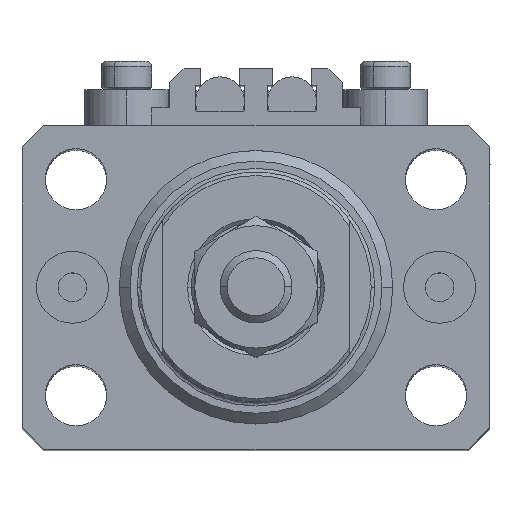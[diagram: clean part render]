
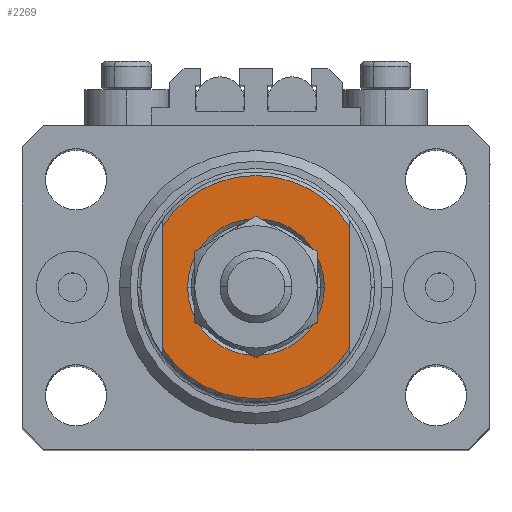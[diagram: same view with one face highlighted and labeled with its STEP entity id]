
A CAD part, top view. The second image highlights one B-rep face of the part: STEP entity #2269.
In plain terms, the highlighted face is planar.
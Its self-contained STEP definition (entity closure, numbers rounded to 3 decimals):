
#949 = AXIS2_PLACEMENT_3D ( 'NONE', #44722, #48234, #36705 ) ;
#1098 = VERTEX_POINT ( 'NONE', #38608 ) ;
#1804 = AXIS2_PLACEMENT_3D ( 'NONE', #43294, #15740, #5441 ) ;
#1950 = CARTESIAN_POINT ( 'NONE',  ( 13., -8.441, -6.5 ) ) ;
#2269 = ADVANCED_FACE ( 'NONE', ( #5474, #24288 ), #12510, .T. ) ;
#5441 = DIRECTION ( 'NONE',  ( -1., 0., 0. ) ) ;
#5474 = FACE_BOUND ( 'NONE', #31321, .T. ) ;
#6020 = CARTESIAN_POINT ( 'NONE',  ( -13., -43.081, -6.5 ) ) ;
#8203 = LINE ( 'NONE', #19490, #8301 ) ;
#8301 = VECTOR ( 'NONE', #18738, 1000. ) ;
#8502 = DIRECTION ( 'NONE',  ( 0., 0., -1. ) ) ;
#8681 = DIRECTION ( 'NONE',  ( -1., 0., 0. ) ) ;
#8981 = ORIENTED_EDGE ( 'NONE', *, *, #48524, .T. ) ;
#9295 = EDGE_CURVE ( 'NONE', #22777, #12716, #8203, .T. ) ;
#9433 = VERTEX_POINT ( 'NONE', #27998 ) ;
#10277 = DIRECTION ( 'NONE',  ( 0., -1., 0. ) ) ;
#10558 = AXIS2_PLACEMENT_3D ( 'NONE', #20532, #8502, #16759 ) ;
#11456 = AXIS2_PLACEMENT_3D ( 'NONE', #24930, #16420, #28453 ) ;
#12510 = PLANE ( 'NONE',  #10558 ) ;
#12716 = VERTEX_POINT ( 'NONE', #1950 ) ;
#13650 = ORIENTED_EDGE ( 'NONE', *, *, #33190, .T. ) ;
#13891 = ORIENTED_EDGE ( 'NONE', *, *, #33252, .T. ) ;
#15453 = CIRCLE ( 'NONE', #949, 9.5 ) ;
#15740 = DIRECTION ( 'NONE',  ( 0., 0., -1. ) ) ;
#16383 = CARTESIAN_POINT ( 'NONE',  ( 13., 8.441, -6.5 ) ) ;
#16420 = DIRECTION ( 'NONE',  ( 0., 0., -1. ) ) ;
#16759 = DIRECTION ( 'NONE',  ( -1., 0., 0. ) ) ;
#18738 = DIRECTION ( 'NONE',  ( 0., -1., 0. ) ) ;
#19486 = ORIENTED_EDGE ( 'NONE', *, *, #9295, .T. ) ;
#19490 = CARTESIAN_POINT ( 'NONE',  ( 13., -43.081, -6.5 ) ) ;
#19895 = EDGE_CURVE ( 'NONE', #36178, #9433, #28345, .T. ) ;
#20312 = EDGE_CURVE ( 'NONE', #21087, #1098, #34130, .T. ) ;
#20532 = CARTESIAN_POINT ( 'NONE',  ( 0., 0., -6.5 ) ) ;
#21087 = VERTEX_POINT ( 'NONE', #41540 ) ;
#22777 = VERTEX_POINT ( 'NONE', #16383 ) ;
#24288 = FACE_OUTER_BOUND ( 'NONE', #48812, .T. ) ;
#24930 = CARTESIAN_POINT ( 'NONE',  ( 0., 0., -6.5 ) ) ;
#27688 = VECTOR ( 'NONE', #10277, 1000. ) ;
#27998 = CARTESIAN_POINT ( 'NONE',  ( -13., -8.441, -6.5 ) ) ;
#28345 = LINE ( 'NONE', #6020, #27688 ) ;
#28453 = DIRECTION ( 'NONE',  ( -1., 0., 0. ) ) ;
#28652 = ORIENTED_EDGE ( 'NONE', *, *, #20312, .T. ) ;
#31321 = EDGE_LOOP ( 'NONE', ( #28652, #13891 ) ) ;
#33190 = EDGE_CURVE ( 'NONE', #12716, #9433, #43484, .T. ) ;
#33252 = EDGE_CURVE ( 'NONE', #1098, #21087, #15453, .T. ) ;
#34130 = CIRCLE ( 'NONE', #38167, 9.5 ) ;
#35010 = DIRECTION ( 'NONE',  ( 0., 0., 1. ) ) ;
#36178 = VERTEX_POINT ( 'NONE', #48183 ) ;
#36705 = DIRECTION ( 'NONE',  ( -1., 0., 0. ) ) ;
#37498 = ORIENTED_EDGE ( 'NONE', *, *, #19895, .F. ) ;
#38167 = AXIS2_PLACEMENT_3D ( 'NONE', #39238, #35010, #8681 ) ;
#38608 = CARTESIAN_POINT ( 'NONE',  ( 9.5, 0., -6.5 ) ) ;
#39238 = CARTESIAN_POINT ( 'NONE',  ( 0., 0., -6.5 ) ) ;
#41540 = CARTESIAN_POINT ( 'NONE',  ( -9.5, 0., -6.5 ) ) ;
#43294 = CARTESIAN_POINT ( 'NONE',  ( 0., 0., -6.5 ) ) ;
#43484 = CIRCLE ( 'NONE', #11456, 15.5 ) ;
#44722 = CARTESIAN_POINT ( 'NONE',  ( 0., 0., -6.5 ) ) ;
#45034 = CIRCLE ( 'NONE', #1804, 15.5 ) ;
#48183 = CARTESIAN_POINT ( 'NONE',  ( -13., 8.441, -6.5 ) ) ;
#48234 = DIRECTION ( 'NONE',  ( 0., 0., 1. ) ) ;
#48524 = EDGE_CURVE ( 'NONE', #36178, #22777, #45034, .T. ) ;
#48812 = EDGE_LOOP ( 'NONE', ( #8981, #19486, #13650, #37498 ) ) ;
